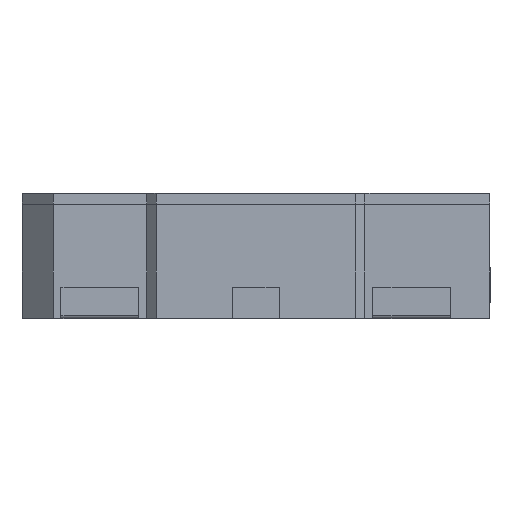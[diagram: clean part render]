
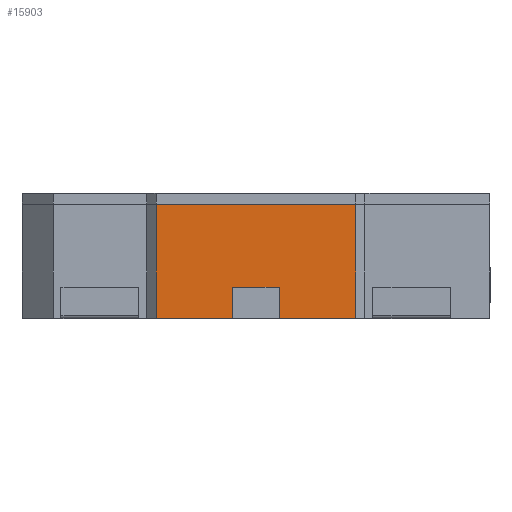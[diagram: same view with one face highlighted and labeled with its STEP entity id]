
A CAD part, left-side view. The second image highlights one B-rep face of the part: STEP entity #15903.
In plain terms, the highlighted planar face has unit normal (-1, 0, 0).
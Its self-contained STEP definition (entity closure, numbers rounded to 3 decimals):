
#48 = LINE ( 'NONE', #6589, #880 ) ;
#380 = CARTESIAN_POINT ( 'NONE',  ( -7.5, -0.75, 4. ) ) ;
#880 = VECTOR ( 'NONE', #4899, 1000. ) ;
#1860 = ORIENTED_EDGE ( 'NONE', *, *, #21104, .T. ) ;
#1897 = VECTOR ( 'NONE', #12439, 1000. ) ;
#2248 = EDGE_LOOP ( 'NONE', ( #7110, #19299, #11662, #1860, #3508, #6211, #4018, #9505 ) ) ;
#2420 = CARTESIAN_POINT ( 'NONE',  ( -7.5, 7.5, 4. ) ) ;
#2481 = CARTESIAN_POINT ( 'NONE',  ( -7.5, -3.2, 0. ) ) ;
#2578 = LINE ( 'NONE', #12804, #13554 ) ;
#3440 = VECTOR ( 'NONE', #14217, 1000. ) ;
#3508 = ORIENTED_EDGE ( 'NONE', *, *, #15466, .F. ) ;
#3554 = VERTEX_POINT ( 'NONE', #19737 ) ;
#3585 = EDGE_CURVE ( 'NONE', #14830, #10139, #6723, .T. ) ;
#3953 = VECTOR ( 'NONE', #6983, 1000. ) ;
#4018 = ORIENTED_EDGE ( 'NONE', *, *, #17416, .T. ) ;
#4302 = DIRECTION ( 'NONE',  ( 0., -1., 0. ) ) ;
#4899 = DIRECTION ( 'NONE',  ( 0., 0., 1. ) ) ;
#4910 = VECTOR ( 'NONE', #15801, 1000. ) ;
#5076 = VERTEX_POINT ( 'NONE', #2481 ) ;
#6060 = DIRECTION ( 'NONE',  ( 1., 0., 0. ) ) ;
#6211 = ORIENTED_EDGE ( 'NONE', *, *, #18096, .T. ) ;
#6254 = VERTEX_POINT ( 'NONE', #7709 ) ;
#6589 = CARTESIAN_POINT ( 'NONE',  ( -7.5, -3.2, 4. ) ) ;
#6723 = LINE ( 'NONE', #380, #11724 ) ;
#6927 = CARTESIAN_POINT ( 'NONE',  ( -7.5, 0.75, 4. ) ) ;
#6946 = CARTESIAN_POINT ( 'NONE',  ( -7.5, 3.2, 3.64 ) ) ;
#6983 = DIRECTION ( 'NONE',  ( 0., -1., 0. ) ) ;
#7014 = FACE_OUTER_BOUND ( 'NONE', #2248, .T. ) ;
#7110 = ORIENTED_EDGE ( 'NONE', *, *, #8176, .T. ) ;
#7445 = LINE ( 'NONE', #12759, #1897 ) ;
#7709 = CARTESIAN_POINT ( 'NONE',  ( -7.5, 3.2, 0. ) ) ;
#8073 = VERTEX_POINT ( 'NONE', #6946 ) ;
#8176 = EDGE_CURVE ( 'NONE', #3554, #14830, #12687, .T. ) ;
#8614 = LINE ( 'NONE', #10467, #3953 ) ;
#9175 = DIRECTION ( 'NONE',  ( 0., 1., 0. ) ) ;
#9198 = VECTOR ( 'NONE', #17494, 1000. ) ;
#9505 = ORIENTED_EDGE ( 'NONE', *, *, #19592, .T. ) ;
#10139 = VERTEX_POINT ( 'NONE', #19886 ) ;
#10272 = PLANE ( 'NONE',  #19370 ) ;
#10467 = CARTESIAN_POINT ( 'NONE',  ( -7.5, 7.5, 0. ) ) ;
#10702 = CARTESIAN_POINT ( 'NONE',  ( -7.5, -3.2, 3.64 ) ) ;
#10860 = VERTEX_POINT ( 'NONE', #10702 ) ;
#11662 = ORIENTED_EDGE ( 'NONE', *, *, #16236, .T. ) ;
#11724 = VECTOR ( 'NONE', #17926, 1000. ) ;
#12439 = DIRECTION ( 'NONE',  ( 0., -1., 0. ) ) ;
#12687 = LINE ( 'NONE', #17397, #9198 ) ;
#12759 = CARTESIAN_POINT ( 'NONE',  ( -7.5, 7.5, 0. ) ) ;
#12804 = CARTESIAN_POINT ( 'NONE',  ( -7.5, 3.2, 3.64 ) ) ;
#13554 = VECTOR ( 'NONE', #4302, 1000. ) ;
#14217 = DIRECTION ( 'NONE',  ( 0., 0., -1. ) ) ;
#14641 = CARTESIAN_POINT ( 'NONE',  ( -7.5, 3.2, 4. ) ) ;
#14830 = VERTEX_POINT ( 'NONE', #15045 ) ;
#15045 = CARTESIAN_POINT ( 'NONE',  ( -7.5, -0.75, 1. ) ) ;
#15466 = EDGE_CURVE ( 'NONE', #8073, #10860, #2578, .T. ) ;
#15690 = LINE ( 'NONE', #6927, #4910 ) ;
#15801 = DIRECTION ( 'NONE',  ( 0., 0., 1. ) ) ;
#15903 = ADVANCED_FACE ( 'NONE', ( #7014 ), #10272, .F. ) ;
#16236 = EDGE_CURVE ( 'NONE', #10139, #5076, #8614, .T. ) ;
#17397 = CARTESIAN_POINT ( 'NONE',  ( -7.5, 7.5, 1. ) ) ;
#17416 = EDGE_CURVE ( 'NONE', #6254, #19482, #7445, .T. ) ;
#17494 = DIRECTION ( 'NONE',  ( 0., -1., 0. ) ) ;
#17926 = DIRECTION ( 'NONE',  ( 0., 0., -1. ) ) ;
#18096 = EDGE_CURVE ( 'NONE', #8073, #6254, #19037, .T. ) ;
#19037 = LINE ( 'NONE', #14641, #3440 ) ;
#19299 = ORIENTED_EDGE ( 'NONE', *, *, #3585, .T. ) ;
#19370 = AXIS2_PLACEMENT_3D ( 'NONE', #2420, #6060, #9175 ) ;
#19482 = VERTEX_POINT ( 'NONE', #19622 ) ;
#19592 = EDGE_CURVE ( 'NONE', #19482, #3554, #15690, .T. ) ;
#19622 = CARTESIAN_POINT ( 'NONE',  ( -7.5, 0.75, 0. ) ) ;
#19737 = CARTESIAN_POINT ( 'NONE',  ( -7.5, 0.75, 1. ) ) ;
#19886 = CARTESIAN_POINT ( 'NONE',  ( -7.5, -0.75, 0. ) ) ;
#21104 = EDGE_CURVE ( 'NONE', #5076, #10860, #48, .T. ) ;
